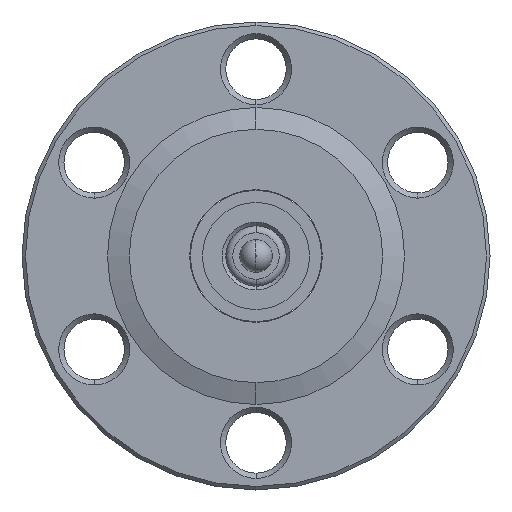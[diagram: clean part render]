
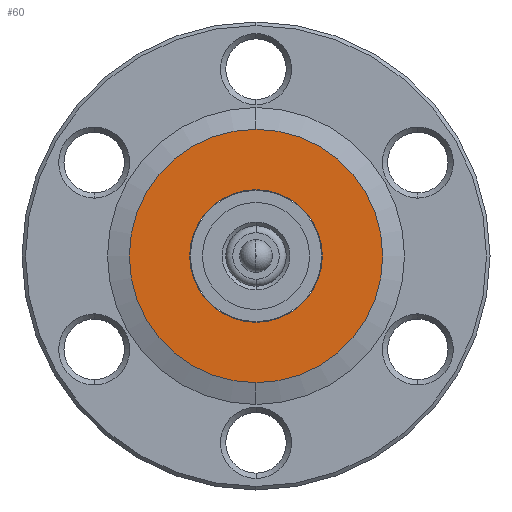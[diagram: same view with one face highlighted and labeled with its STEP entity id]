
A CAD part, left-side view. The second image highlights one B-rep face of the part: STEP entity #60.
In plain terms, the highlighted planar face has unit normal (-1, 0, 0).
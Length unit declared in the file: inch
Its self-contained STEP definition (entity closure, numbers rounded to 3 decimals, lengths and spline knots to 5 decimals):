
#4 = ORIENTED_EDGE ( 'NONE', *, *, #4673, .F. ) ;
#11 = ORIENTED_EDGE ( 'NONE', *, *, #30, .F. ) ;
#30 = EDGE_CURVE ( 'NONE', #4785, #4757, #323, .T. ) ;
#33 = EDGE_LOOP ( 'NONE', ( #52, #41 ) ) ;
#34 = EDGE_CURVE ( 'NONE', #4944, #4863, #291, .T. ) ;
#36 = EDGE_LOOP ( 'NONE', ( #11, #4 ) ) ;
#41 = ORIENTED_EDGE ( 'NONE', *, *, #34, .F. ) ;
#52 = ORIENTED_EDGE ( 'NONE', *, *, #4943, .F. ) ;
#60 = ADVANCED_FACE ( 'NONE', ( #370, #451 ), #450, .F. ) ;
#290 = AXIS2_PLACEMENT_3D ( 'NONE', #324, #441, #373 ) ;
#291 = CIRCLE ( 'NONE', #290, 0.36 ) ;
#293 = DIRECTION ( 'NONE',  ( 0., 0., 1. ) ) ;
#294 = DIRECTION ( 'NONE',  ( -1., 0., 0. ) ) ;
#321 = CARTESIAN_POINT ( 'NONE',  ( 0.051, 0., 0. ) ) ;
#322 = AXIS2_PLACEMENT_3D ( 'NONE', #321, #294, #293 ) ;
#323 = CIRCLE ( 'NONE', #322, 0.1885 ) ;
#324 = CARTESIAN_POINT ( 'NONE',  ( 0.051, 0., 0. ) ) ;
#370 = FACE_BOUND ( 'NONE', #36, .T. ) ;
#373 = DIRECTION ( 'NONE',  ( 0., 0., -1. ) ) ;
#430 = DIRECTION ( 'NONE',  ( 0., 0., -1. ) ) ;
#431 = DIRECTION ( 'NONE',  ( 1., 0., 0. ) ) ;
#432 = AXIS2_PLACEMENT_3D ( 'NONE', #449, #431, #430 ) ;
#441 = DIRECTION ( 'NONE',  ( 1., 0., 0. ) ) ;
#449 = CARTESIAN_POINT ( 'NONE',  ( 0.051, 0., 0. ) ) ;
#450 = PLANE ( 'NONE',  #432 ) ;
#451 = FACE_OUTER_BOUND ( 'NONE', #33, .T. ) ;
#4673 = EDGE_CURVE ( 'NONE', #4757, #4785, #6710, .T. ) ;
#4757 = VERTEX_POINT ( 'NONE', #7040 ) ;
#4785 = VERTEX_POINT ( 'NONE', #6894 ) ;
#4863 = VERTEX_POINT ( 'NONE', #7135 ) ;
#4943 = EDGE_CURVE ( 'NONE', #4863, #4944, #7252, .T. ) ;
#4944 = VERTEX_POINT ( 'NONE', #7183 ) ;
#6707 = DIRECTION ( 'NONE',  ( -1., 0., 0. ) ) ;
#6708 = CARTESIAN_POINT ( 'NONE',  ( 0.051, 0., 0. ) ) ;
#6709 = AXIS2_PLACEMENT_3D ( 'NONE', #6708, #6707, #6722 ) ;
#6710 = CIRCLE ( 'NONE', #6709, 0.1885 ) ;
#6722 = DIRECTION ( 'NONE',  ( 0., 0., 1. ) ) ;
#6894 = CARTESIAN_POINT ( 'NONE',  ( 0.051, 0., 0.1885 ) ) ;
#7040 = CARTESIAN_POINT ( 'NONE',  ( 0.051, 0., -0.1885 ) ) ;
#7135 = CARTESIAN_POINT ( 'NONE',  ( 0.051, 0., 0.36 ) ) ;
#7183 = CARTESIAN_POINT ( 'NONE',  ( 0.051, 0., -0.36 ) ) ;
#7252 = CIRCLE ( 'NONE', #7313, 0.36 ) ;
#7310 = DIRECTION ( 'NONE',  ( 0., 0., -1. ) ) ;
#7311 = DIRECTION ( 'NONE',  ( 1., 0., 0. ) ) ;
#7312 = CARTESIAN_POINT ( 'NONE',  ( 0.051, 0., 0. ) ) ;
#7313 = AXIS2_PLACEMENT_3D ( 'NONE', #7312, #7311, #7310 ) ;
